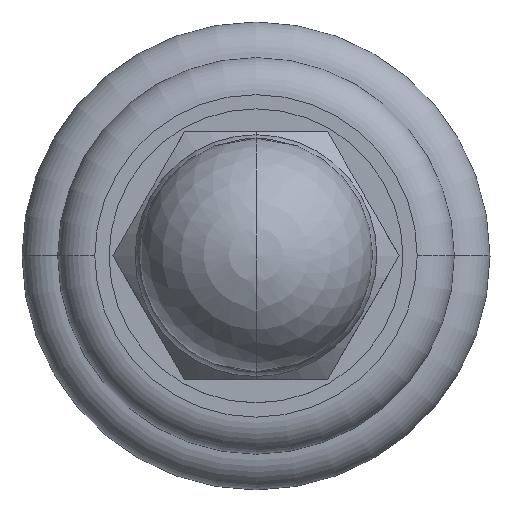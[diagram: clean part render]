
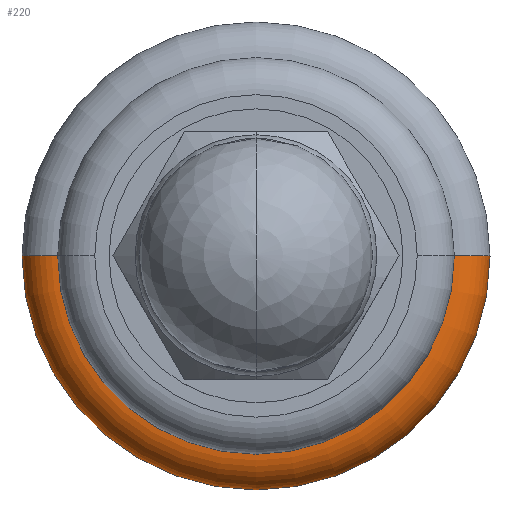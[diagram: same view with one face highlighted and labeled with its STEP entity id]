
A CAD part, top view. The second image highlights one B-rep face of the part: STEP entity #220.
In plain terms, the highlighted toroidal (fillet/blend) face has major radius 25.219 mm and minor radius 4.753 mm.
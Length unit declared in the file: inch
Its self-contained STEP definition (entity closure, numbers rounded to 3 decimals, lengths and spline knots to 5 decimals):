
#65=CARTESIAN_POINT('',(-0.99286,0.,0.));
#66=DIRECTION('',(0.,1.,0.));
#67=DIRECTION('',(-1.,0.,0.));
#68=AXIS2_PLACEMENT_3D('',#65,#66,#67);
#70=CARTESIAN_POINT('',(0.99286,0.,0.));
#71=DIRECTION('',(0.,-1.,0.));
#72=DIRECTION('',(1.,0.,0.));
#73=AXIS2_PLACEMENT_3D('',#70,#71,#72);
#75=CARTESIAN_POINT('',(0.,0.,0.));
#76=DIRECTION('',(0.,0.,1.));
#77=DIRECTION('',(-1.,0.,0.));
#78=AXIS2_PLACEMENT_3D('',#75,#76,#77);
#90=CARTESIAN_POINT('',(0.,0.,0.187));
#91=DIRECTION('',(0.,0.,1.));
#92=DIRECTION('',(-1.,0.,0.));
#93=AXIS2_PLACEMENT_3D('',#90,#91,#92);
#108=CARTESIAN_POINT('',(-1.18,0.,0.));
#109=CARTESIAN_POINT('',(-1.,0.,0.187));
#110=VERTEX_POINT('',#108);
#111=VERTEX_POINT('',#109);
#118=CARTESIAN_POINT('',(1.18,0.,0.));
#119=CARTESIAN_POINT('',(1.,0.,0.187));
#120=VERTEX_POINT('',#118);
#121=VERTEX_POINT('',#119);
#208=CARTESIAN_POINT('',(0.,0.,0.));
#209=DIRECTION('',(0.,0.,-1.));
#210=DIRECTION('',(1.,0.,0.));
#211=AXIS2_PLACEMENT_3D('',#208,#209,#210);
#212=TOROIDAL_SURFACE('',#211,0.99286,0.18714);
#213=ORIENTED_EDGE('',*,*,#133,.T.);
#215=ORIENTED_EDGE('',*,*,#214,.T.);
#216=ORIENTED_EDGE('',*,*,#137,.F.);
#217=ORIENTED_EDGE('',*,*,#203,.F.);
#218=EDGE_LOOP('',(#213,#215,#216,#217));
#219=FACE_OUTER_BOUND('',#218,.F.);
#220=ADVANCED_FACE('',(#219),#212,.T.);
#69=CIRCLE('',#68,0.18714);
#74=CIRCLE('',#73,0.18714);
#79=CIRCLE('',#78,1.18);
#94=CIRCLE('',#93,1.);
#133=EDGE_CURVE('',#110,#111,#69,.T.);
#137=EDGE_CURVE('',#120,#121,#74,.T.);
#203=EDGE_CURVE('',#110,#120,#79,.T.);
#214=EDGE_CURVE('',#111,#121,#94,.T.);
